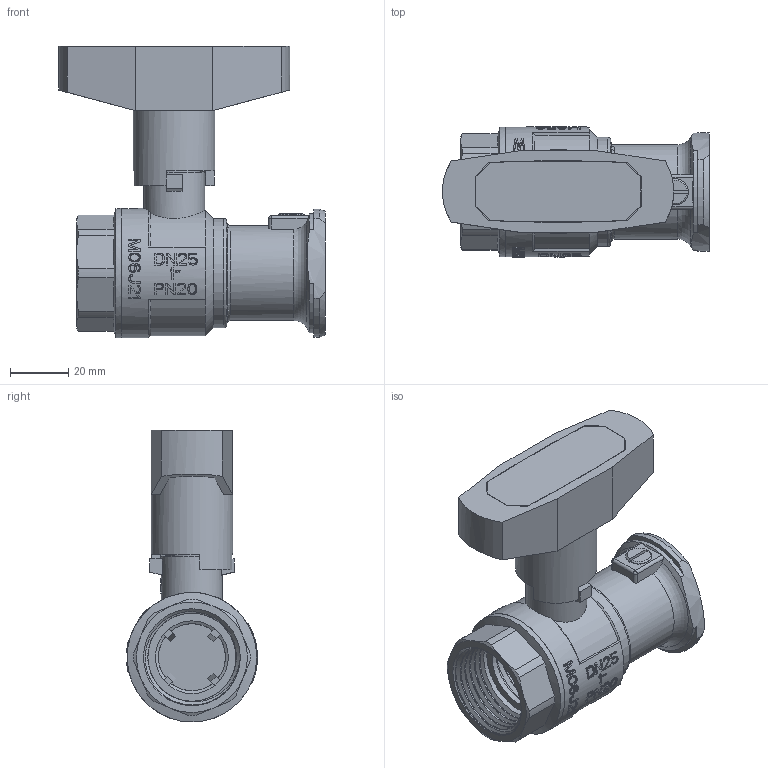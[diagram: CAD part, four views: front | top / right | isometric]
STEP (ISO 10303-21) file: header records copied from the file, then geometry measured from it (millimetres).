
FILE_DESCRIPTION(/* description */ ('Unknown'),/* implementation_level */ '2;1');
FILE_NAME(/* name */ '1086',/* time_stamp */ '2022-10-12T12:54:49+02:00',/* author */ ('Unknown'),/* organization */ ('Unknown'),/* preprocessor_version */ 'ST-DEVELOPER v16.7',/* originating_system */ 'Solid Edge',/* authorisation */ 'Unknown');
FILE_SCHEMA (('AUTOMOTIVE_DESIGN {1 0 10303 214 3 1 1}'));
Products named in the file (19): 1086_2021.07.16; VJ0101431706V; VT05105006Q; VJ0102431606V; VT07405106Q; VT0801435006_ASM; VT0801435006-2; VT0801435006-1; VT120017-M10X18-1; VT0801431006-1; VT52000306; VT40000706; VT24000206; VT09000502; VT24000306; GB-896-86-3-4; VT19000806; VT09019702; VT09011302
Assembly tree (18 placements, depth 3):
  1086_2021.07.16
    VJ0101431706V
    VT05105006Q
    VJ0102431606V
    VT07405106Q
    VT0801435006_ASM
      VT0801435006-2
      VT0801435006-1
    VT120017-M10X18-1
    VT0801431006-1
    VT52000306
    VT40000706
    VT24000206
    VT09000502
    VT24000306
    GB-896-86-3-4
    VT19000806
    VT09019702
    VT09011302
Bounding box: 91.72 x 44.93 x 100.3 mm (x, y, z)
Volume: 75486 mm3; surface area: 61428.3 mm2
Topology: 17 solids, 19 shells, 1378 faces, 3807 edges, 2533 vertices
Faces by surface type: plane 1003, cylinder 198, bspline 105, cone 55, torus 15, sphere 2
Full cylindrical faces by diameter (mm): 3.1 x1, 3.4 x2, 4 x1, 4.1 x1, 5 x2, 5.2 x1, 5.4 x4, 5.5 x1, 7 x2, 8 x3, 8.5 x8, 8.8 x1, 9 x2, 12 x3, 12.1 x1, 13 x1, 14 x2, 15 x1, 16 x1, 16.5 x4, 18 x1, 18.1 x1, 21 x1, 22 x1, 22.1 x1, 22.5 x1, 23 x1, 25 x2, 28 x1, 28.2 x2
Entity records: 54120 total; most frequent: CARTESIAN_POINT 19212, ORIENTED_EDGE 7262, DIRECTION 7211, EDGE_CURVE 3633, AXIS2_PLACEMENT_3D 2837, VERTEX_POINT 2484, FACE_BOUND 1551, EDGE_LOOP 1548
